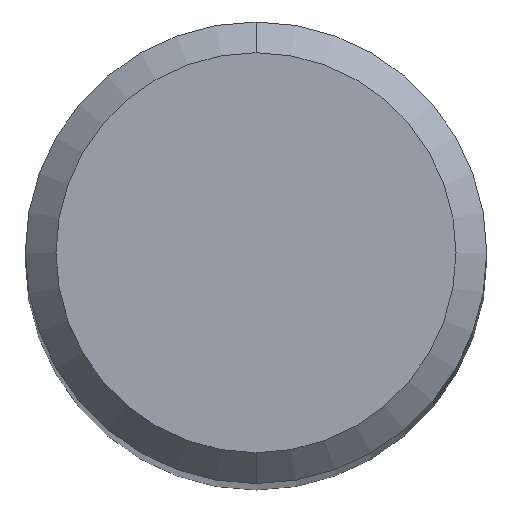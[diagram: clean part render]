
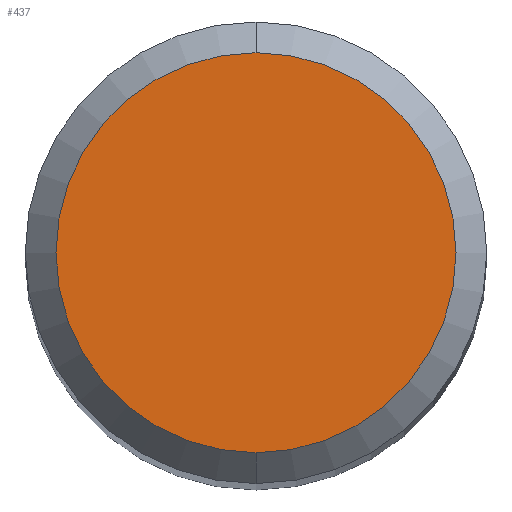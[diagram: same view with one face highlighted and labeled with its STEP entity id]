
A CAD part, top view. The second image highlights one B-rep face of the part: STEP entity #437.
In plain terms, the highlighted planar face has unit normal (0, 0, 1).
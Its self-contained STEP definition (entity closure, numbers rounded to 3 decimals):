
#197=EDGE_CURVE('',#423,#323,#506,.T.);
#323=VERTEX_POINT('',#647);
#423=VERTEX_POINT('',#756);
#437=ADVANCED_FACE('',(#770),#771,.T.);
#445=EDGE_CURVE('',#323,#423,#780,.T.);
#506=CIRCLE('',#844,2.6);
#647=CARTESIAN_POINT('',(0.0,2.6,0.));
#756=CARTESIAN_POINT('',(0.,-2.6,0.));
#770=FACE_OUTER_BOUND('',#1395,.T.);
#771=PLANE('',#1396);
#780=CIRCLE('',#1408,2.6);
#844=AXIS2_PLACEMENT_3D('',#1470,#1471,#1472);
#1395=EDGE_LOOP('',(#1762,#1763));
#1396=AXIS2_PLACEMENT_3D('',#1764,#1765,#1766);
#1408=AXIS2_PLACEMENT_3D('',#1776,#1777,#1778);
#1470=CARTESIAN_POINT('',(0.0,0.0,0.));
#1471=DIRECTION('',(0.0,0.0,-1.0));
#1472=DIRECTION('',(0.0,1.0,0.0));
#1762=ORIENTED_EDGE('',*,*,#445,.F.);
#1763=ORIENTED_EDGE('',*,*,#197,.F.);
#1764=CARTESIAN_POINT('',(0.0,1.3,0.));
#1765=DIRECTION('',(-0.0,0.0,1.0));
#1766=DIRECTION('',(0.0,-1.0,0.0));
#1776=CARTESIAN_POINT('',(0.0,0.0,0.));
#1777=DIRECTION('',(0.0,0.0,-1.0));
#1778=DIRECTION('',(0.0,1.0,0.0));
